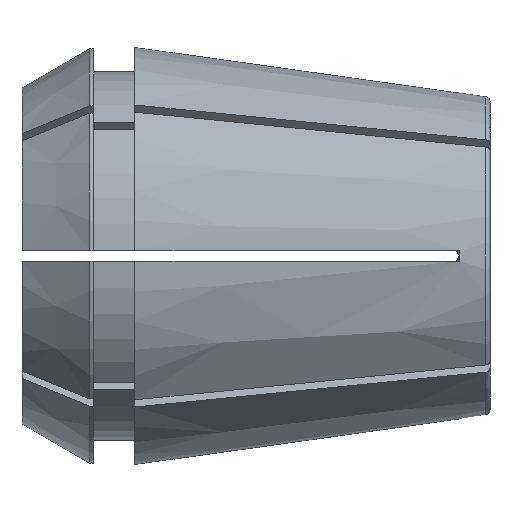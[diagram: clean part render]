
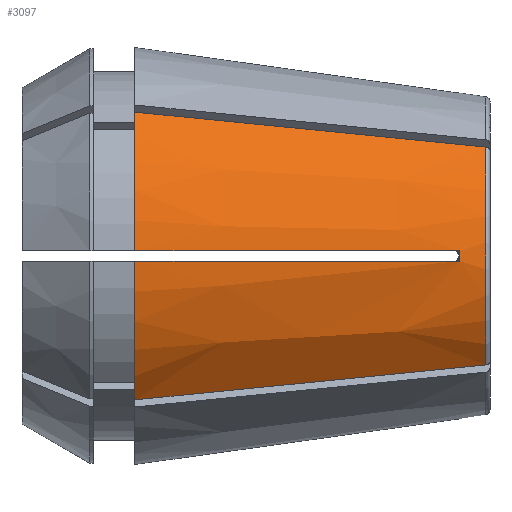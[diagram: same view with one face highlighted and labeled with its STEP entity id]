
A CAD part, front view. The second image highlights one B-rep face of the part: STEP entity #3097.
In plain terms, the highlighted conical face has half-angle 8 degrees and reference radius 15.595 mm.
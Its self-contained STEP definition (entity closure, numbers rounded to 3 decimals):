
#144 = EDGE_CURVE ( 'NONE', #3424, #3209, #3801, .T. ) ;
#307 = DIRECTION ( 'NONE',  ( 0., 0., 1. ) ) ;
#309 = DIRECTION ( 'NONE',  ( -1., 0., 0. ) ) ;
#311 = CARTESIAN_POINT ( 'NONE',  ( 46., 0., 0. ) ) ;
#477 = CIRCLE ( 'NONE', #2625, 20.5 ) ;
#495 = CIRCLE ( 'NONE', #2627, 15.656 ) ;
#538 = CIRCLE ( 'NONE', #2662, 20.5 ) ;
#1140 = EDGE_LOOP ( 'NONE', ( #1461, #2178, #2001, #2064, #2084, #2153, #2040, #1967 ) ) ;
#1461 = ORIENTED_EDGE ( 'NONE', *, *, #3460, .F. ) ;
#1761 = FACE_OUTER_BOUND ( 'NONE', #1140, .T. ) ;
#1774 = CONICAL_SURFACE ( 'NONE', #2532, 15.595, 0.14 ) ;
#1967 = ORIENTED_EDGE ( 'NONE', *, *, #3819, .F. ) ;
#2001 = ORIENTED_EDGE ( 'NONE', *, *, #3462, .T. ) ;
#2040 = ORIENTED_EDGE ( 'NONE', *, *, #5537, .T. ) ;
#2064 = ORIENTED_EDGE ( 'NONE', *, *, #3455, .F. ) ;
#2084 = ORIENTED_EDGE ( 'NONE', *, *, #5553, .F. ) ;
#2153 = ORIENTED_EDGE ( 'NONE', *, *, #144, .T. ) ;
#2178 = ORIENTED_EDGE ( 'NONE', *, *, #3470, .T. ) ;
#2229 = CARTESIAN_POINT ( 'NONE',  ( 43.004, -16.009, 0.5 ) ) ;
#2269 = CARTESIAN_POINT ( 'NONE',  ( 43.004, -16.009, -0.5 ) ) ;
#2358 = CARTESIAN_POINT ( 'NONE',  ( 42.999, -16.02, -0.167 ) ) ;
#2369 = CARTESIAN_POINT ( 'NONE',  ( 42.999, -16.02, 0.167 ) ) ;
#2532 = AXIS2_PLACEMENT_3D ( 'NONE', #311, #309, #307 ) ;
#2625 = AXIS2_PLACEMENT_3D ( 'NONE', #5295, #5296, #5297 ) ;
#2627 = AXIS2_PLACEMENT_3D ( 'NONE', #5352, #5353, #5354 ) ;
#2662 = AXIS2_PLACEMENT_3D ( 'NONE', #4261, #4262, #4263 ) ;
#3097 = ADVANCED_FACE ( 'NONE', ( #1761 ), #1774, .T. ) ;
#3175 = VERTEX_POINT ( 'NONE', #5034 ) ;
#3209 = VERTEX_POINT ( 'NONE', #5064 ) ;
#3233 = VERTEX_POINT ( 'NONE', #5084 ) ;
#3268 = VERTEX_POINT ( 'NONE', #5105 ) ;
#3270 = VERTEX_POINT ( 'NONE', #5115 ) ;
#3346 = VERTEX_POINT ( 'NONE', #5185 ) ;
#3390 = VERTEX_POINT ( 'NONE', #5223 ) ;
#3424 = VERTEX_POINT ( 'NONE', #5253 ) ;
#3455 = EDGE_CURVE ( 'NONE', #3346, #3175, #477, .T. ) ;
#3460 = EDGE_CURVE ( 'NONE', #3233, #3390, #3727, .T. ) ;
#3462 = EDGE_CURVE ( 'NONE', #3268, #3175, #3729, .T. ) ;
#3470 = EDGE_CURVE ( 'NONE', #3233, #3268, #495, .T. ) ;
#3727 = B_SPLINE_CURVE_WITH_KNOTS ( 'NONE', 3,
 ( #5305, #5304, #5313, #5314, #5315, #5316, #5317 ),
 .UNSPECIFIED., .F., .F.,
 ( 4, 3, 4 ),
 ( 0., 0.027, 0.035 ),
 .UNSPECIFIED. ) ;
#3729 = B_SPLINE_CURVE_WITH_KNOTS ( 'NONE', 3,
 ( #5319, #5318, #5327, #5328, #5329, #5330, #5331 ),
 .UNSPECIFIED., .F., .F.,
 ( 4, 3, 4 ),
 ( 0., 0.027, 0.035 ),
 .UNSPECIFIED. ) ;
#3753 = B_SPLINE_CURVE_WITH_KNOTS ( 'NONE', 3,
 ( #4361, #4360, #4368, #4369 ),
 .UNSPECIFIED., .F., .F.,
 ( 4, 4 ),
 ( 0.078, 0.11 ),
 .UNSPECIFIED. ) ;
#3759 = B_SPLINE_CURVE_WITH_KNOTS ( 'NONE', 3,
 ( #4409, #4410, #4422, #4423 ),
 .UNSPECIFIED., .F., .F.,
 ( 4, 4 ),
 ( 0.078, 0.11 ),
 .UNSPECIFIED. ) ;
#3801 = B_SPLINE_CURVE_WITH_KNOTS ( 'NONE', 3,
 ( #2229, #2369, #2358, #2269 ),
 .UNSPECIFIED., .F., .F.,
 ( 4, 4 ),
 ( 0., 0.001 ),
 .UNSPECIFIED. ) ;
#3819 = EDGE_CURVE ( 'NONE', #3390, #3270, #538, .T. ) ;
#4261 = CARTESIAN_POINT ( 'NONE',  ( 11.1, 0., 0. ) ) ;
#4262 = DIRECTION ( 'NONE',  ( -1., 0., 0. ) ) ;
#4263 = DIRECTION ( 'NONE',  ( 0., 0., 1. ) ) ;
#4360 = CARTESIAN_POINT ( 'NONE',  ( 32.369, -17.504, -0.5 ) ) ;
#4361 = CARTESIAN_POINT ( 'NONE',  ( 43.004, -16.009, -0.5 ) ) ;
#4368 = CARTESIAN_POINT ( 'NONE',  ( 21.735, -18.999, -0.5 ) ) ;
#4369 = CARTESIAN_POINT ( 'NONE',  ( 11.1, -20.494, -0.5 ) ) ;
#4409 = CARTESIAN_POINT ( 'NONE',  ( 43.004, -16.009, 0.5 ) ) ;
#4410 = CARTESIAN_POINT ( 'NONE',  ( 32.369, -17.504, 0.5 ) ) ;
#4422 = CARTESIAN_POINT ( 'NONE',  ( 21.735, -18.999, 0.5 ) ) ;
#4423 = CARTESIAN_POINT ( 'NONE',  ( 11.1, -20.494, 0.5 ) ) ;
#5034 = CARTESIAN_POINT ( 'NONE',  ( 11.1, -14.845, 14.138 ) ) ;
#5064 = CARTESIAN_POINT ( 'NONE',  ( 43.004, -16.009, -0.5 ) ) ;
#5084 = CARTESIAN_POINT ( 'NONE',  ( 45.57, -11.418, -10.711 ) ) ;
#5105 = CARTESIAN_POINT ( 'NONE',  ( 45.57, -11.418, 10.711 ) ) ;
#5115 = CARTESIAN_POINT ( 'NONE',  ( 11.1, -20.494, -0.5 ) ) ;
#5185 = CARTESIAN_POINT ( 'NONE',  ( 11.1, -20.494, 0.5 ) ) ;
#5223 = CARTESIAN_POINT ( 'NONE',  ( 11.1, -14.845, -14.138 ) ) ;
#5253 = CARTESIAN_POINT ( 'NONE',  ( 43.004, -16.009, 0.5 ) ) ;
#5295 = CARTESIAN_POINT ( 'NONE',  ( 11.1, 0., 0. ) ) ;
#5296 = DIRECTION ( 'NONE',  ( -1., 0., 0. ) ) ;
#5297 = DIRECTION ( 'NONE',  ( 0., 0., 1. ) ) ;
#5304 = CARTESIAN_POINT ( 'NONE',  ( 36.497, -12.32, -11.613 ) ) ;
#5305 = CARTESIAN_POINT ( 'NONE',  ( 45.57, -11.418, -10.711 ) ) ;
#5313 = CARTESIAN_POINT ( 'NONE',  ( 27.424, -13.222, -12.515 ) ) ;
#5314 = CARTESIAN_POINT ( 'NONE',  ( 18.351, -14.124, -13.417 ) ) ;
#5315 = CARTESIAN_POINT ( 'NONE',  ( 15.934, -14.365, -13.658 ) ) ;
#5316 = CARTESIAN_POINT ( 'NONE',  ( 13.517, -14.605, -13.898 ) ) ;
#5317 = CARTESIAN_POINT ( 'NONE',  ( 11.1, -14.845, -14.138 ) ) ;
#5318 = CARTESIAN_POINT ( 'NONE',  ( 36.497, -12.32, 11.613 ) ) ;
#5319 = CARTESIAN_POINT ( 'NONE',  ( 45.57, -11.418, 10.711 ) ) ;
#5327 = CARTESIAN_POINT ( 'NONE',  ( 27.424, -13.222, 12.515 ) ) ;
#5328 = CARTESIAN_POINT ( 'NONE',  ( 18.351, -14.124, 13.417 ) ) ;
#5329 = CARTESIAN_POINT ( 'NONE',  ( 15.934, -14.365, 13.658 ) ) ;
#5330 = CARTESIAN_POINT ( 'NONE',  ( 13.517, -14.605, 13.898 ) ) ;
#5331 = CARTESIAN_POINT ( 'NONE',  ( 11.1, -14.845, 14.138 ) ) ;
#5352 = CARTESIAN_POINT ( 'NONE',  ( 45.57, 0., 0. ) ) ;
#5353 = DIRECTION ( 'NONE',  ( -1., 0., 0. ) ) ;
#5354 = DIRECTION ( 'NONE',  ( 0., 0., -1. ) ) ;
#5537 = EDGE_CURVE ( 'NONE', #3209, #3270, #3753, .T. ) ;
#5553 = EDGE_CURVE ( 'NONE', #3424, #3346, #3759, .T. ) ;
